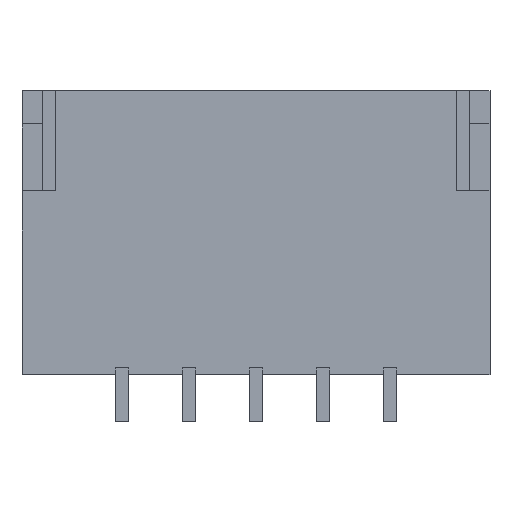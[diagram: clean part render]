
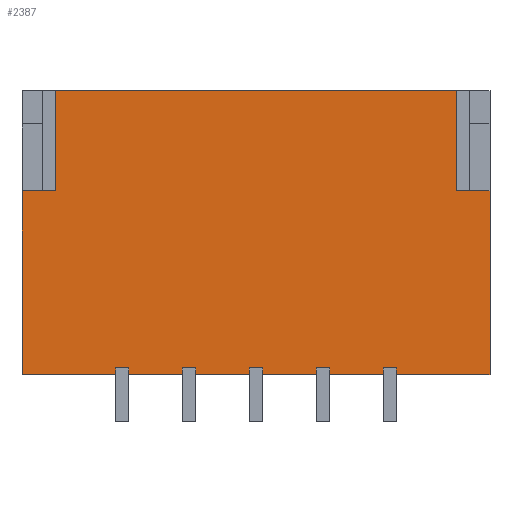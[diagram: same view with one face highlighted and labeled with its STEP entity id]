
A CAD part, front view. The second image highlights one B-rep face of the part: STEP entity #2387.
In plain terms, the highlighted planar face has unit normal (0, -1, 0).
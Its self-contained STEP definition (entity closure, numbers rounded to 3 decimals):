
#59 = ORIENTED_EDGE ( 'NONE', *, *, #2326, .F. ) ;
#343 = CARTESIAN_POINT ( 'NONE',  ( -3.5, 0.06, 2.125 ) ) ;
#345 = ORIENTED_EDGE ( 'NONE', *, *, #3446, .T. ) ;
#392 = CARTESIAN_POINT ( 'NONE',  ( -3., 0.06, 0.625 ) ) ;
#459 = CARTESIAN_POINT ( 'NONE',  ( 3., 0.06, 0.625 ) ) ;
#476 = DIRECTION ( 'NONE',  ( 1., 0., 0. ) ) ;
#501 = VECTOR ( 'NONE', #2048, 1000. ) ;
#526 = ORIENTED_EDGE ( 'NONE', *, *, #3932, .F. ) ;
#671 = CARTESIAN_POINT ( 'NONE',  ( 3., 0.06, 0.625 ) ) ;
#685 = CARTESIAN_POINT ( 'NONE',  ( -3., 0.06, 0.625 ) ) ;
#786 = CARTESIAN_POINT ( 'NONE',  ( 3.5, 0.06, -2.125 ) ) ;
#895 = ORIENTED_EDGE ( 'NONE', *, *, #3804, .F. ) ;
#1055 = VERTEX_POINT ( 'NONE', #786 ) ;
#1068 = ORIENTED_EDGE ( 'NONE', *, *, #4485, .F. ) ;
#1083 = ORIENTED_EDGE ( 'NONE', *, *, #4568, .T. ) ;
#1176 = VERTEX_POINT ( 'NONE', #685 ) ;
#1178 = AXIS2_PLACEMENT_3D ( 'NONE', #4144, #4162, #4246 ) ;
#1187 = ORIENTED_EDGE ( 'NONE', *, *, #4749, .F. ) ;
#1197 = DIRECTION ( 'NONE',  ( 0., 0., -1. ) ) ;
#1398 = VERTEX_POINT ( 'NONE', #459 ) ;
#1846 = DIRECTION ( 'NONE',  ( 0., 0., 1. ) ) ;
#1913 = LINE ( 'NONE', #3493, #2031 ) ;
#1941 = CARTESIAN_POINT ( 'NONE',  ( -3.5, 0.06, 2.125 ) ) ;
#1952 = LINE ( 'NONE', #1941, #2379 ) ;
#1982 = LINE ( 'NONE', #3534, #3643 ) ;
#1999 = DIRECTION ( 'NONE',  ( 1., 0., 0. ) ) ;
#2031 = VECTOR ( 'NONE', #4704, 1000. ) ;
#2048 = DIRECTION ( 'NONE',  ( 0., 0., -1. ) ) ;
#2237 = VERTEX_POINT ( 'NONE', #3310 ) ;
#2250 = VERTEX_POINT ( 'NONE', #3166 ) ;
#2279 = VERTEX_POINT ( 'NONE', #3305 ) ;
#2326 = EDGE_CURVE ( 'NONE', #2237, #2250, #1952, .T. ) ;
#2345 = DIRECTION ( 'NONE',  ( 0., 0., -1. ) ) ;
#2379 = VECTOR ( 'NONE', #1846, 1000. ) ;
#2387 = ADVANCED_FACE ( 'NONE', ( #4377 ), #4407, .T. ) ;
#2397 = VERTEX_POINT ( 'NONE', #3644 ) ;
#2440 = VECTOR ( 'NONE', #1999, 1000. ) ;
#2535 = VERTEX_POINT ( 'NONE', #4758 ) ;
#2594 = LINE ( 'NONE', #3935, #4061 ) ;
#2819 = EDGE_LOOP ( 'NONE', ( #1083, #345, #59, #1187, #895, #1068, #526, #3440 ) ) ;
#3166 = CARTESIAN_POINT ( 'NONE',  ( -3.5, 0.06, 0.625 ) ) ;
#3246 = LINE ( 'NONE', #4423, #4122 ) ;
#3305 = CARTESIAN_POINT ( 'NONE',  ( 3.5, 0.06, 0.625 ) ) ;
#3310 = CARTESIAN_POINT ( 'NONE',  ( -3.5, 0.06, -2.125 ) ) ;
#3440 = ORIENTED_EDGE ( 'NONE', *, *, #4556, .F. ) ;
#3446 = EDGE_CURVE ( 'NONE', #1176, #2250, #1913, .T. ) ;
#3493 = CARTESIAN_POINT ( 'NONE',  ( -3., 0.06, 0.625 ) ) ;
#3534 = CARTESIAN_POINT ( 'NONE',  ( -3.5, 0.06, -2.125 ) ) ;
#3643 = VECTOR ( 'NONE', #4757, 1000. ) ;
#3644 = CARTESIAN_POINT ( 'NONE',  ( -3., 0.06, 2.125 ) ) ;
#3804 = EDGE_CURVE ( 'NONE', #2279, #1055, #3246, .T. ) ;
#3831 = VECTOR ( 'NONE', #2345, 1000. ) ;
#3839 = LINE ( 'NONE', #343, #2440 ) ;
#3875 = LINE ( 'NONE', #392, #501 ) ;
#3932 = EDGE_CURVE ( 'NONE', #2535, #1398, #4050, .T. ) ;
#3935 = CARTESIAN_POINT ( 'NONE',  ( 3., 0.06, 0.625 ) ) ;
#4050 = LINE ( 'NONE', #671, #3831 ) ;
#4061 = VECTOR ( 'NONE', #476, 1000. ) ;
#4122 = VECTOR ( 'NONE', #1197, 1000. ) ;
#4144 = CARTESIAN_POINT ( 'NONE',  ( 0., 0.06, 0. ) ) ;
#4162 = DIRECTION ( 'NONE',  ( 0., -1., 0. ) ) ;
#4246 = DIRECTION ( 'NONE',  ( 0., 0., -1. ) ) ;
#4377 = FACE_OUTER_BOUND ( 'NONE', #2819, .T. ) ;
#4407 = PLANE ( 'NONE',  #1178 ) ;
#4423 = CARTESIAN_POINT ( 'NONE',  ( 3.5, 0.06, 2.125 ) ) ;
#4485 = EDGE_CURVE ( 'NONE', #1398, #2279, #2594, .T. ) ;
#4556 = EDGE_CURVE ( 'NONE', #2397, #2535, #3839, .T. ) ;
#4568 = EDGE_CURVE ( 'NONE', #2397, #1176, #3875, .T. ) ;
#4704 = DIRECTION ( 'NONE',  ( -1., 0., 0. ) ) ;
#4749 = EDGE_CURVE ( 'NONE', #1055, #2237, #1982, .T. ) ;
#4757 = DIRECTION ( 'NONE',  ( -1., 0., 0. ) ) ;
#4758 = CARTESIAN_POINT ( 'NONE',  ( 3., 0.06, 2.125 ) ) ;
